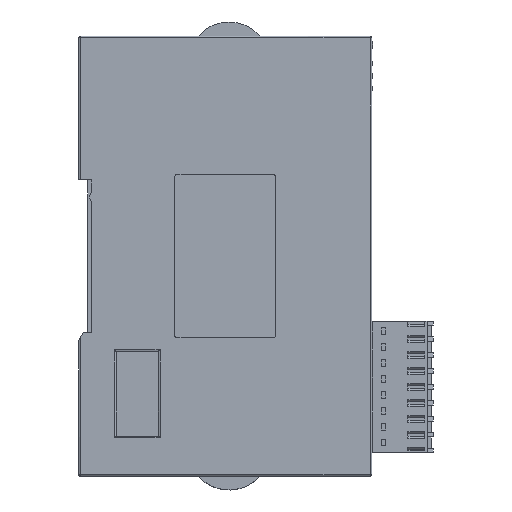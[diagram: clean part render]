
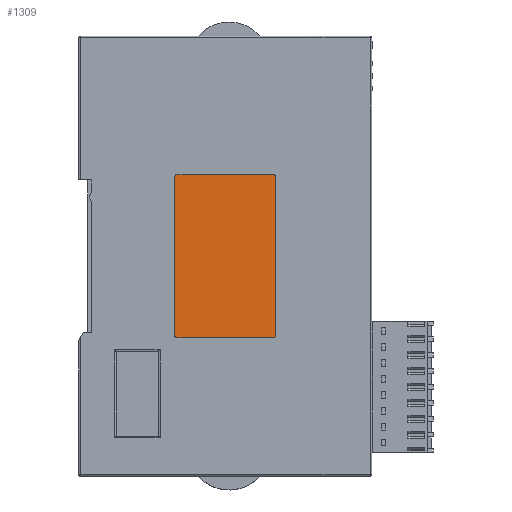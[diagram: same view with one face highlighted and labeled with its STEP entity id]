
A CAD part, left-side view. The second image highlights one B-rep face of the part: STEP entity #1309.
In plain terms, the highlighted planar face has unit normal (-1, 0, 0).
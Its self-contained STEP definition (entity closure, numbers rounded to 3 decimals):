
#1309=ADVANCED_FACE('',(#2529),#20109,.T.);
#2529=FACE_OUTER_BOUND('',#3860,.T.);
#3860=EDGE_LOOP('',(#9664,#9665,#9666,#9667,#9668,#9669,#9670,#9671));
#9664=ORIENTED_EDGE('',*,*,#11908,.F.);
#9665=ORIENTED_EDGE('',*,*,#11895,.F.);
#9666=ORIENTED_EDGE('',*,*,#11888,.F.);
#9667=ORIENTED_EDGE('',*,*,#11889,.F.);
#9668=ORIENTED_EDGE('',*,*,#11894,.F.);
#9669=ORIENTED_EDGE('',*,*,#11898,.F.);
#9670=ORIENTED_EDGE('',*,*,#11903,.F.);
#9671=ORIENTED_EDGE('',*,*,#11904,.F.);
#11888=EDGE_CURVE('',#18035,#18032,#13750,.T.);
#11889=EDGE_CURVE('',#18036,#18035,#15195,.T.);
#11894=EDGE_CURVE('',#18039,#18036,#13752,.T.);
#11895=EDGE_CURVE('',#18032,#18040,#15199,.T.);
#11898=EDGE_CURVE('',#18042,#18039,#15202,.T.);
#11903=EDGE_CURVE('',#18045,#18042,#13754,.T.);
#11904=EDGE_CURVE('',#18046,#18045,#15206,.T.);
#11908=EDGE_CURVE('',#18040,#18046,#13756,.T.);
#13750=(
BOUNDED_CURVE()
B_SPLINE_CURVE(2,(#32951,#32952,#32953),.UNSPECIFIED.,.F.,.F.)
B_SPLINE_CURVE_WITH_KNOTS((3,3),(0.,1.),.UNSPECIFIED.)
CURVE()
GEOMETRIC_REPRESENTATION_ITEM()
RATIONAL_B_SPLINE_CURVE((1.,0.707,1.))
REPRESENTATION_ITEM('')
);
#13752=(
BOUNDED_CURVE()
B_SPLINE_CURVE(2,(#32965,#32966,#32967),.UNSPECIFIED.,.F.,.F.)
B_SPLINE_CURVE_WITH_KNOTS((3,3),(0.,1.),.UNSPECIFIED.)
CURVE()
GEOMETRIC_REPRESENTATION_ITEM()
RATIONAL_B_SPLINE_CURVE((1.,0.707,1.))
REPRESENTATION_ITEM('')
);
#13754=(
BOUNDED_CURVE()
B_SPLINE_CURVE(2,(#32985,#32986,#32987),.UNSPECIFIED.,.F.,.F.)
B_SPLINE_CURVE_WITH_KNOTS((3,3),(0.,1.),.UNSPECIFIED.)
CURVE()
GEOMETRIC_REPRESENTATION_ITEM()
RATIONAL_B_SPLINE_CURVE((1.,0.707,1.))
REPRESENTATION_ITEM('')
);
#13756=(
BOUNDED_CURVE()
B_SPLINE_CURVE(2,(#32997,#32998,#32999),.UNSPECIFIED.,.F.,.F.)
B_SPLINE_CURVE_WITH_KNOTS((3,3),(0.,1.),.UNSPECIFIED.)
CURVE()
GEOMETRIC_REPRESENTATION_ITEM()
RATIONAL_B_SPLINE_CURVE((1.,0.707,1.))
REPRESENTATION_ITEM('')
);
#15195=B_SPLINE_CURVE_WITH_KNOTS('',1,(#32954,#32955),.UNSPECIFIED.,.F.,
 .F.,(2,2),(0.,23.),.UNSPECIFIED.);
#15199=B_SPLINE_CURVE_WITH_KNOTS('',1,(#32968,#32969),.UNSPECIFIED.,.F.,
 .F.,(2,2),(0.,38.),.UNSPECIFIED.);
#15202=B_SPLINE_CURVE_WITH_KNOTS('',1,(#32974,#32975),.UNSPECIFIED.,.F.,
 .F.,(2,2),(0.,38.),.UNSPECIFIED.);
#15206=B_SPLINE_CURVE_WITH_KNOTS('',1,(#32988,#32989),.UNSPECIFIED.,.F.,
 .F.,(2,2),(0.,23.),.UNSPECIFIED.);
#18032=VERTEX_POINT('',#27742);
#18035=VERTEX_POINT('',#27745);
#18036=VERTEX_POINT('',#27746);
#18039=VERTEX_POINT('',#27749);
#18040=VERTEX_POINT('',#27750);
#18042=VERTEX_POINT('',#27752);
#18045=VERTEX_POINT('',#27755);
#18046=VERTEX_POINT('',#27756);
#20109=PLANE('',#21233);
#21233=AXIS2_PLACEMENT_3D('',#26279,#22280,$);
#22280=DIRECTION('',(-1.,0.,0.));
#26279=CARTESIAN_POINT('',(-345.703,-71.468,212.686));
#27742=CARTESIAN_POINT('',(-345.703,-97.88,255.098));
#27745=CARTESIAN_POINT('',(-345.703,-97.38,255.598));
#27746=CARTESIAN_POINT('',(-345.703,-74.38,255.598));
#27749=CARTESIAN_POINT('',(-345.703,-73.88,255.098));
#27750=CARTESIAN_POINT('',(-345.703,-97.88,217.098));
#27752=CARTESIAN_POINT('',(-345.703,-73.88,217.098));
#27755=CARTESIAN_POINT('',(-345.703,-74.38,216.598));
#27756=CARTESIAN_POINT('',(-345.703,-97.38,216.598));
#32951=CARTESIAN_POINT('',(-345.703,-97.38,255.598));
#32952=CARTESIAN_POINT('',(-345.703,-97.88,255.598));
#32953=CARTESIAN_POINT('',(-345.703,-97.88,255.098));
#32954=CARTESIAN_POINT('',(-345.703,-74.38,255.598));
#32955=CARTESIAN_POINT('',(-345.703,-97.38,255.598));
#32965=CARTESIAN_POINT('',(-345.703,-73.88,255.098));
#32966=CARTESIAN_POINT('',(-345.703,-73.88,255.598));
#32967=CARTESIAN_POINT('',(-345.703,-74.38,255.598));
#32968=CARTESIAN_POINT('',(-345.703,-97.88,255.098));
#32969=CARTESIAN_POINT('',(-345.703,-97.88,217.098));
#32974=CARTESIAN_POINT('',(-345.703,-73.88,217.098));
#32975=CARTESIAN_POINT('',(-345.703,-73.88,255.098));
#32985=CARTESIAN_POINT('',(-345.703,-74.38,216.598));
#32986=CARTESIAN_POINT('',(-345.703,-73.88,216.598));
#32987=CARTESIAN_POINT('',(-345.703,-73.88,217.098));
#32988=CARTESIAN_POINT('',(-345.703,-97.38,216.598));
#32989=CARTESIAN_POINT('',(-345.703,-74.38,216.598));
#32997=CARTESIAN_POINT('',(-345.703,-97.88,217.098));
#32998=CARTESIAN_POINT('',(-345.703,-97.88,216.598));
#32999=CARTESIAN_POINT('',(-345.703,-97.38,216.598));
